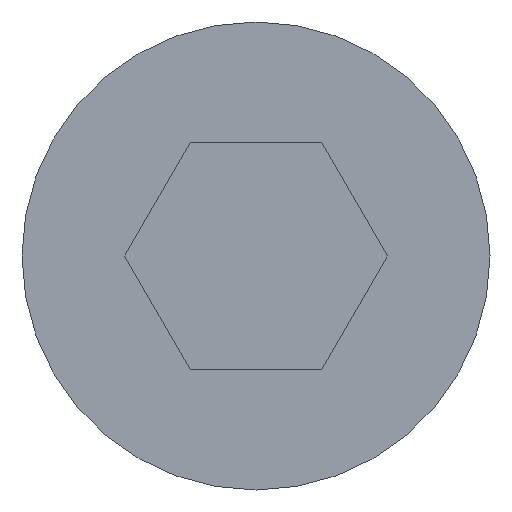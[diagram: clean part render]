
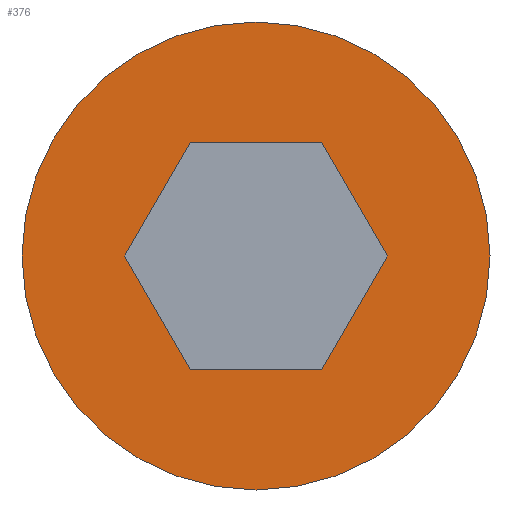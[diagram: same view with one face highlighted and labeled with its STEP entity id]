
A CAD part, front view. The second image highlights one B-rep face of the part: STEP entity #376.
In plain terms, the highlighted planar face has unit normal (0, -1, 0).
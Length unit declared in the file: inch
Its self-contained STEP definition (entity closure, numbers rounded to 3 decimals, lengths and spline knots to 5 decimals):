
#1 = CARTESIAN_POINT ( 'NONE',  ( 0.06315, 0., 0. ) ) ;
#2 = EDGE_LOOP ( 'NONE', ( #200, #400, #457, #135, #326, #304 ) ) ;
#7 = FACE_OUTER_BOUND ( 'NONE', #232, .T. ) ;
#11 = DIRECTION ( 'NONE',  ( 0., 1., 0. ) ) ;
#19 = DIRECTION ( 'NONE',  ( 0., 0., 1. ) ) ;
#25 = DIRECTION ( 'NONE',  ( 0.5, 0., -0.866 ) ) ;
#27 = CARTESIAN_POINT ( 'NONE',  ( -0.06315, 0., 0. ) ) ;
#30 = CARTESIAN_POINT ( 'NONE',  ( 0.03157, 0., 0.05469 ) ) ;
#40 = LINE ( 'NONE', #270, #118 ) ;
#47 = VERTEX_POINT ( 'NONE', #108 ) ;
#57 = VERTEX_POINT ( 'NONE', #115 ) ;
#70 = EDGE_CURVE ( 'NONE', #347, #321, #405, .T. ) ;
#73 = DIRECTION ( 'NONE',  ( -1., 0., 0. ) ) ;
#80 = CARTESIAN_POINT ( 'NONE',  ( 0.03157, 0., 0.05469 ) ) ;
#82 = FACE_BOUND ( 'NONE', #2, .T. ) ;
#91 = ORIENTED_EDGE ( 'NONE', *, *, #455, .F. ) ;
#108 = CARTESIAN_POINT ( 'NONE',  ( 0., 0., 0.1125 ) ) ;
#113 = VERTEX_POINT ( 'NONE', #1 ) ;
#115 = CARTESIAN_POINT ( 'NONE',  ( 0.03157, 0., -0.05469 ) ) ;
#118 = VECTOR ( 'NONE', #312, 39.37008 ) ;
#119 = AXIS2_PLACEMENT_3D ( 'NONE', #202, #11, #274 ) ;
#121 = CARTESIAN_POINT ( 'NONE',  ( 0., 0., -0.1125 ) ) ;
#129 = DIRECTION ( 'NONE',  ( -0.5, 0., -0.866 ) ) ;
#134 = LINE ( 'NONE', #27, #231 ) ;
#135 = ORIENTED_EDGE ( 'NONE', *, *, #308, .F. ) ;
#169 = CIRCLE ( 'NONE', #269, 0.1125 ) ;
#175 = VERTEX_POINT ( 'NONE', #459 ) ;
#177 = EDGE_CURVE ( 'NONE', #175, #57, #252, .T. ) ;
#191 = VECTOR ( 'NONE', #386, 39.37008 ) ;
#196 = VECTOR ( 'NONE', #129, 39.37008 ) ;
#198 = EDGE_CURVE ( 'NONE', #47, #374, #271, .T. ) ;
#200 = ORIENTED_EDGE ( 'NONE', *, *, #359, .F. ) ;
#202 = CARTESIAN_POINT ( 'NONE',  ( 0., 0., 0. ) ) ;
#208 = VERTEX_POINT ( 'NONE', #228 ) ;
#222 = DIRECTION ( 'NONE',  ( 0., 0., 1. ) ) ;
#224 = CARTESIAN_POINT ( 'NONE',  ( -0.03157, 0., 0.05469 ) ) ;
#225 = CARTESIAN_POINT ( 'NONE',  ( 0., 0., 0. ) ) ;
#227 = DIRECTION ( 'NONE',  ( 0., 1., 0. ) ) ;
#228 = CARTESIAN_POINT ( 'NONE',  ( -0.06315, 0., 0. ) ) ;
#231 = VECTOR ( 'NONE', #25, 39.37008 ) ;
#232 = EDGE_LOOP ( 'NONE', ( #91, #297 ) ) ;
#247 = DIRECTION ( 'NONE',  ( 0., 1., 0. ) ) ;
#248 = VECTOR ( 'NONE', #365, 39.37008 ) ;
#252 = LINE ( 'NONE', #395, #248 ) ;
#269 = AXIS2_PLACEMENT_3D ( 'NONE', #450, #247, #19 ) ;
#270 = CARTESIAN_POINT ( 'NONE',  ( 0.06315, 0., 0. ) ) ;
#271 = CIRCLE ( 'NONE', #296, 0.1125 ) ;
#274 = DIRECTION ( 'NONE',  ( 0., 0., 1. ) ) ;
#276 = CARTESIAN_POINT ( 'NONE',  ( 0.03157, 0., -0.05469 ) ) ;
#282 = LINE ( 'NONE', #422, #196 ) ;
#296 = AXIS2_PLACEMENT_3D ( 'NONE', #225, #227, #222 ) ;
#297 = ORIENTED_EDGE ( 'NONE', *, *, #198, .F. ) ;
#304 = ORIENTED_EDGE ( 'NONE', *, *, #70, .F. ) ;
#308 = EDGE_CURVE ( 'NONE', #208, #175, #134, .T. ) ;
#312 = DIRECTION ( 'NONE',  ( -0.5, 0., 0.866 ) ) ;
#321 = VERTEX_POINT ( 'NONE', #224 ) ;
#326 = ORIENTED_EDGE ( 'NONE', *, *, #438, .F. ) ;
#344 = LINE ( 'NONE', #276, #191 ) ;
#347 = VERTEX_POINT ( 'NONE', #30 ) ;
#359 = EDGE_CURVE ( 'NONE', #113, #347, #40, .T. ) ;
#365 = DIRECTION ( 'NONE',  ( 1., 0., 0. ) ) ;
#374 = VERTEX_POINT ( 'NONE', #121 ) ;
#376 = ADVANCED_FACE ( 'NONE', ( #82, #7 ), #416, .F. ) ;
#386 = DIRECTION ( 'NONE',  ( 0.5, 0., 0.866 ) ) ;
#388 = VECTOR ( 'NONE', #73, 39.37008 ) ;
#395 = CARTESIAN_POINT ( 'NONE',  ( -0.03157, 0., -0.05469 ) ) ;
#400 = ORIENTED_EDGE ( 'NONE', *, *, #434, .F. ) ;
#405 = LINE ( 'NONE', #80, #388 ) ;
#416 = PLANE ( 'NONE',  #119 ) ;
#422 = CARTESIAN_POINT ( 'NONE',  ( -0.03157, 0., 0.05469 ) ) ;
#434 = EDGE_CURVE ( 'NONE', #57, #113, #344, .T. ) ;
#438 = EDGE_CURVE ( 'NONE', #321, #208, #282, .T. ) ;
#450 = CARTESIAN_POINT ( 'NONE',  ( 0., 0., 0. ) ) ;
#455 = EDGE_CURVE ( 'NONE', #374, #47, #169, .T. ) ;
#457 = ORIENTED_EDGE ( 'NONE', *, *, #177, .F. ) ;
#459 = CARTESIAN_POINT ( 'NONE',  ( -0.03157, 0., -0.05469 ) ) ;
